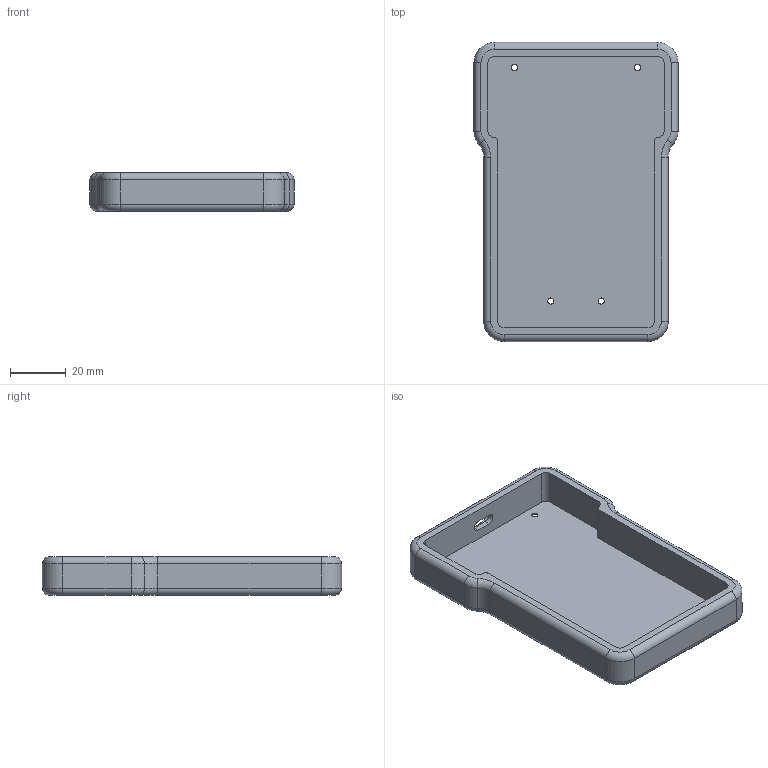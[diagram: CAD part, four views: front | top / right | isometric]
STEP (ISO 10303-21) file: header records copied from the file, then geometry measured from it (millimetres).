
FILE_DESCRIPTION(('HOOPS Exchange Step'),'2;1');
FILE_NAME('temp_export','2025-12-08T18:22:48-05:00',('me'),('Shapr3D Limited'),'HOOPS Exchange 2025.7','Shapr3D','Authorized');
FILE_SCHEMA( ('AP242_MANAGED_MODEL_BASED_3D_ENGINEERING_MIM_LF {1 0 10303 442 1 1 4}') );
Length unit declared in the file: millimetre
Products named in the file (1): root
Bounding box: 73 x 107 x 13.8 mm (x, y, z)
Volume: 28062.4 mm3; surface area: 22564.4 mm2
Topology: 1 solids, 1 shells, 75 faces, 196 edges, 124 vertices
Faces by surface type: cylinder 34, plane 21, torus 16, cone 4
Entity records: 2394 total; most frequent: DIRECTION 450, CARTESIAN_POINT 409, ORIENTED_EDGE 392, EDGE_CURVE 196, AXIS2_PLACEMENT_3D 181, VERTEX_POINT 124, CIRCLE 104, VECTOR 88
